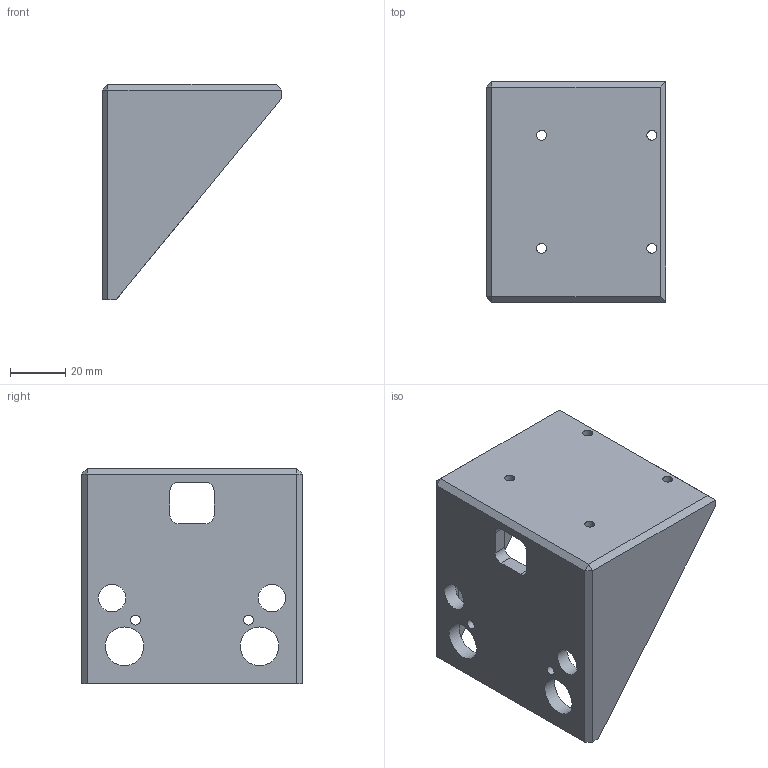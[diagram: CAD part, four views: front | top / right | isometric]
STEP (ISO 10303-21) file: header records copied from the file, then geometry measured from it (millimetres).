
FILE_DESCRIPTION(/* description */ (''),/* implementation_level */ '2;1');
FILE_NAME(/* name */ 'ESP32-CAM_bracket.step',/* time_stamp */ '2024-06-08T23:05:42+07:00',/* author */ (''),/* organization */ (''),/* preprocessor_version */ 'ST-DEVELOPER v20',/* originating_system */ 'Autodesk Translation Framework v12.14.0.127',/* authorisation */ '');
FILE_SCHEMA (('AUTOMOTIVE_DESIGN { 1 0 10303 214 3 1 1 }'));
Length unit declared in the file: millimetre
Products named in the file (1): ESP32-CAM_bracket
Bounding box: 65 x 80 x 78 mm (x, y, z)
Volume: 73037.7 mm3; surface area: 31561.3 mm2
Topology: 1 solids, 1 shells, 45 faces, 118 edges, 72 vertices
Faces by surface type: plane 23, cylinder 20, sphere 2
Full cylindrical faces by diameter (mm): 3.6 x6, 10 x2, 14 x2
Entity records: 1470 total; most frequent: CARTESIAN_POINT 264, DIRECTION 246, ORIENTED_EDGE 236, EDGE_CURVE 118, AXIS2_PLACEMENT_3D 85, LINE 76, VECTOR 76, VERTEX_POINT 72
